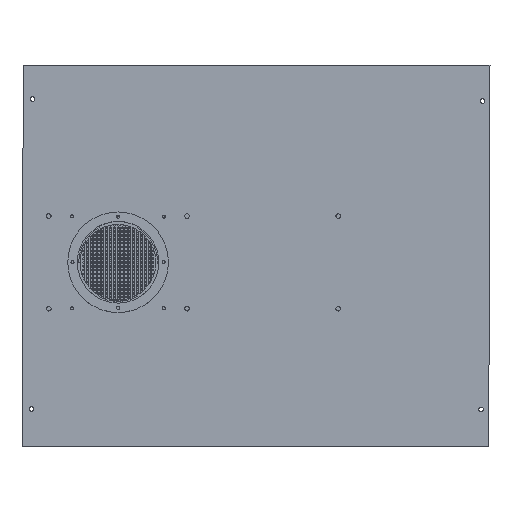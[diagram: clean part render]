
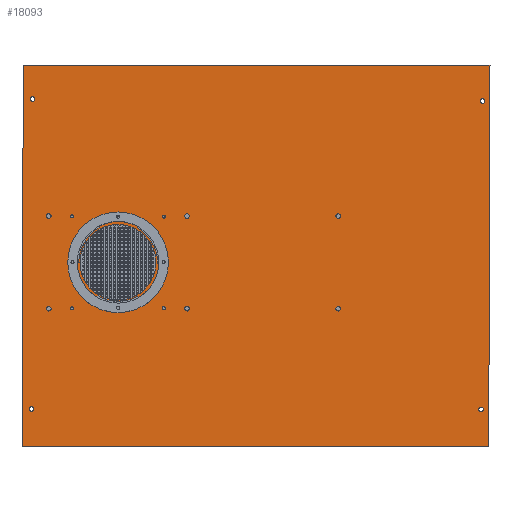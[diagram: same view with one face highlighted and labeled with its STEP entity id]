
A CAD part, top view. The second image highlights one B-rep face of the part: STEP entity #18093.
In plain terms, the highlighted planar face has unit normal (0, 0, 1).
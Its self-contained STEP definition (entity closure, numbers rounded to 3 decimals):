
#492=FACE_BOUND('',#2912,.T.);
#493=FACE_BOUND('',#2913,.T.);
#494=FACE_BOUND('',#2914,.T.);
#495=FACE_BOUND('',#2915,.T.);
#496=FACE_BOUND('',#2916,.T.);
#497=FACE_BOUND('',#2917,.T.);
#498=FACE_BOUND('',#2918,.T.);
#499=FACE_BOUND('',#2919,.T.);
#500=FACE_BOUND('',#2920,.T.);
#501=FACE_BOUND('',#2921,.T.);
#502=FACE_BOUND('',#2922,.T.);
#503=FACE_BOUND('',#2923,.T.);
#504=FACE_BOUND('',#2924,.T.);
#505=FACE_BOUND('',#2925,.T.);
#506=FACE_BOUND('',#2926,.T.);
#507=FACE_BOUND('',#2927,.T.);
#508=FACE_BOUND('',#2928,.T.);
#509=FACE_BOUND('',#2929,.T.);
#510=FACE_BOUND('',#2930,.T.);
#1912=PLANE('',#19236);
#2063=FACE_OUTER_BOUND('',#2911,.T.);
#2911=EDGE_LOOP('',(#12634,#12635,#12636,#12637));
#2912=EDGE_LOOP('',(#12638));
#2913=EDGE_LOOP('',(#12639));
#2914=EDGE_LOOP('',(#12640));
#2915=EDGE_LOOP('',(#12641));
#2916=EDGE_LOOP('',(#12642));
#2917=EDGE_LOOP('',(#12643));
#2918=EDGE_LOOP('',(#12644));
#2919=EDGE_LOOP('',(#12645));
#2920=EDGE_LOOP('',(#12646));
#2921=EDGE_LOOP('',(#12647));
#2922=EDGE_LOOP('',(#12648));
#2923=EDGE_LOOP('',(#12649));
#2924=EDGE_LOOP('',(#12650));
#2925=EDGE_LOOP('',(#12651));
#2926=EDGE_LOOP('',(#12652));
#2927=EDGE_LOOP('',(#12653));
#2928=EDGE_LOOP('',(#12654));
#2929=EDGE_LOOP('',(#12655));
#2930=EDGE_LOOP('',(#12656));
#5173=LINE('',#27431,#6147);
#5176=LINE('',#27437,#6150);
#5179=LINE('',#27443,#6153);
#5182=LINE('',#27447,#6156);
#6147=VECTOR('',#21701,10.);
#6150=VECTOR('',#21706,10.);
#6153=VECTOR('',#21711,10.);
#6156=VECTOR('',#21716,10.);
#7100=CIRCLE('',#19176,1.);
#7102=CIRCLE('',#19179,1.);
#7104=CIRCLE('',#19182,1.);
#7106=CIRCLE('',#19185,1.5);
#7108=CIRCLE('',#19188,1.5);
#7110=CIRCLE('',#19191,1.5);
#7112=CIRCLE('',#19194,1.5);
#7114=CIRCLE('',#19197,1.);
#7116=CIRCLE('',#19200,1.5);
#7118=CIRCLE('',#19203,1.5);
#7120=CIRCLE('',#19206,1.5);
#7122=CIRCLE('',#19209,1.);
#7124=CIRCLE('',#19212,1.5);
#7126=CIRCLE('',#19215,1.);
#7128=CIRCLE('',#19218,1.5);
#7130=CIRCLE('',#19221,1.);
#7132=CIRCLE('',#19224,1.);
#7134=CIRCLE('',#19227,1.5);
#7136=CIRCLE('',#19230,25.);
#8532=VERTEX_POINT('',#27311);
#8534=VERTEX_POINT('',#27317);
#8536=VERTEX_POINT('',#27323);
#8538=VERTEX_POINT('',#27329);
#8540=VERTEX_POINT('',#27335);
#8542=VERTEX_POINT('',#27341);
#8544=VERTEX_POINT('',#27347);
#8546=VERTEX_POINT('',#27353);
#8548=VERTEX_POINT('',#27359);
#8550=VERTEX_POINT('',#27365);
#8552=VERTEX_POINT('',#27371);
#8554=VERTEX_POINT('',#27377);
#8556=VERTEX_POINT('',#27383);
#8558=VERTEX_POINT('',#27389);
#8560=VERTEX_POINT('',#27395);
#8562=VERTEX_POINT('',#27401);
#8564=VERTEX_POINT('',#27407);
#8566=VERTEX_POINT('',#27413);
#8568=VERTEX_POINT('',#27419);
#8572=VERTEX_POINT('',#27428);
#8573=VERTEX_POINT('',#27430);
#8575=VERTEX_POINT('',#27436);
#8577=VERTEX_POINT('',#27442);
#10136=EDGE_CURVE('',#8532,#8532,#7100,.T.);
#10139=EDGE_CURVE('',#8534,#8534,#7102,.T.);
#10142=EDGE_CURVE('',#8536,#8536,#7104,.T.);
#10145=EDGE_CURVE('',#8538,#8538,#7106,.T.);
#10148=EDGE_CURVE('',#8540,#8540,#7108,.T.);
#10151=EDGE_CURVE('',#8542,#8542,#7110,.T.);
#10154=EDGE_CURVE('',#8544,#8544,#7112,.T.);
#10157=EDGE_CURVE('',#8546,#8546,#7114,.T.);
#10160=EDGE_CURVE('',#8548,#8548,#7116,.T.);
#10163=EDGE_CURVE('',#8550,#8550,#7118,.T.);
#10166=EDGE_CURVE('',#8552,#8552,#7120,.T.);
#10169=EDGE_CURVE('',#8554,#8554,#7122,.T.);
#10172=EDGE_CURVE('',#8556,#8556,#7124,.T.);
#10175=EDGE_CURVE('',#8558,#8558,#7126,.T.);
#10178=EDGE_CURVE('',#8560,#8560,#7128,.T.);
#10181=EDGE_CURVE('',#8562,#8562,#7130,.T.);
#10184=EDGE_CURVE('',#8564,#8564,#7132,.T.);
#10187=EDGE_CURVE('',#8566,#8566,#7134,.T.);
#10190=EDGE_CURVE('',#8568,#8568,#7136,.T.);
#10195=EDGE_CURVE('',#8573,#8572,#5173,.T.);
#10198=EDGE_CURVE('',#8575,#8573,#5176,.T.);
#10201=EDGE_CURVE('',#8577,#8575,#5179,.T.);
#10204=EDGE_CURVE('',#8572,#8577,#5182,.T.);
#12634=ORIENTED_EDGE('',*,*,#10204,.T.);
#12635=ORIENTED_EDGE('',*,*,#10201,.T.);
#12636=ORIENTED_EDGE('',*,*,#10198,.T.);
#12637=ORIENTED_EDGE('',*,*,#10195,.T.);
#12638=ORIENTED_EDGE('',*,*,#10190,.T.);
#12639=ORIENTED_EDGE('',*,*,#10187,.T.);
#12640=ORIENTED_EDGE('',*,*,#10184,.T.);
#12641=ORIENTED_EDGE('',*,*,#10181,.T.);
#12642=ORIENTED_EDGE('',*,*,#10178,.T.);
#12643=ORIENTED_EDGE('',*,*,#10175,.T.);
#12644=ORIENTED_EDGE('',*,*,#10172,.T.);
#12645=ORIENTED_EDGE('',*,*,#10169,.T.);
#12646=ORIENTED_EDGE('',*,*,#10166,.T.);
#12647=ORIENTED_EDGE('',*,*,#10163,.T.);
#12648=ORIENTED_EDGE('',*,*,#10160,.T.);
#12649=ORIENTED_EDGE('',*,*,#10157,.T.);
#12650=ORIENTED_EDGE('',*,*,#10154,.T.);
#12651=ORIENTED_EDGE('',*,*,#10151,.T.);
#12652=ORIENTED_EDGE('',*,*,#10148,.T.);
#12653=ORIENTED_EDGE('',*,*,#10145,.T.);
#12654=ORIENTED_EDGE('',*,*,#10142,.T.);
#12655=ORIENTED_EDGE('',*,*,#10139,.T.);
#12656=ORIENTED_EDGE('',*,*,#10136,.T.);
#18093=ADVANCED_FACE('',(#2063,#492,#493,#494,#495,#496,#497,#498,#499,
#500,#501,#502,#503,#504,#505,#506,#507,#508,#509,#510),#1912,.T.);
#19176=AXIS2_PLACEMENT_3D('',#27312,#21566,#21567);
#19179=AXIS2_PLACEMENT_3D('',#27318,#21573,#21574);
#19182=AXIS2_PLACEMENT_3D('',#27324,#21580,#21581);
#19185=AXIS2_PLACEMENT_3D('',#27330,#21587,#21588);
#19188=AXIS2_PLACEMENT_3D('',#27336,#21594,#21595);
#19191=AXIS2_PLACEMENT_3D('',#27342,#21601,#21602);
#19194=AXIS2_PLACEMENT_3D('',#27348,#21608,#21609);
#19197=AXIS2_PLACEMENT_3D('',#27354,#21615,#21616);
#19200=AXIS2_PLACEMENT_3D('',#27360,#21622,#21623);
#19203=AXIS2_PLACEMENT_3D('',#27366,#21629,#21630);
#19206=AXIS2_PLACEMENT_3D('',#27372,#21636,#21637);
#19209=AXIS2_PLACEMENT_3D('',#27378,#21643,#21644);
#19212=AXIS2_PLACEMENT_3D('',#27384,#21650,#21651);
#19215=AXIS2_PLACEMENT_3D('',#27390,#21657,#21658);
#19218=AXIS2_PLACEMENT_3D('',#27396,#21664,#21665);
#19221=AXIS2_PLACEMENT_3D('',#27402,#21671,#21672);
#19224=AXIS2_PLACEMENT_3D('',#27408,#21678,#21679);
#19227=AXIS2_PLACEMENT_3D('',#27414,#21685,#21686);
#19230=AXIS2_PLACEMENT_3D('',#27420,#21692,#21693);
#19236=AXIS2_PLACEMENT_3D('',#27448,#21717,#21718);
#21566=DIRECTION('center_axis',(0.,0.,-1.));
#21567=DIRECTION('ref_axis',(1.,0.,0.));
#21573=DIRECTION('center_axis',(0.,0.,-1.));
#21574=DIRECTION('ref_axis',(1.,0.,0.));
#21580=DIRECTION('center_axis',(0.,0.,-1.));
#21581=DIRECTION('ref_axis',(1.,0.,0.));
#21587=DIRECTION('center_axis',(0.,0.,-1.));
#21588=DIRECTION('ref_axis',(1.,0.,0.));
#21594=DIRECTION('center_axis',(0.,0.,-1.));
#21595=DIRECTION('ref_axis',(1.,0.,0.));
#21601=DIRECTION('center_axis',(0.,0.,-1.));
#21602=DIRECTION('ref_axis',(1.,0.,0.));
#21608=DIRECTION('center_axis',(0.,0.,-1.));
#21609=DIRECTION('ref_axis',(1.,0.,0.));
#21615=DIRECTION('center_axis',(0.,0.,-1.));
#21616=DIRECTION('ref_axis',(1.,0.,0.));
#21622=DIRECTION('center_axis',(0.,0.,-1.));
#21623=DIRECTION('ref_axis',(1.,0.,0.));
#21629=DIRECTION('center_axis',(0.,0.,-1.));
#21630=DIRECTION('ref_axis',(1.,0.,0.));
#21636=DIRECTION('center_axis',(0.,0.,-1.));
#21637=DIRECTION('ref_axis',(1.,0.,0.));
#21643=DIRECTION('center_axis',(0.,0.,-1.));
#21644=DIRECTION('ref_axis',(1.,0.,0.));
#21650=DIRECTION('center_axis',(0.,0.,-1.));
#21651=DIRECTION('ref_axis',(1.,0.,0.));
#21657=DIRECTION('center_axis',(0.,0.,-1.));
#21658=DIRECTION('ref_axis',(1.,0.,0.));
#21664=DIRECTION('center_axis',(0.,0.,-1.));
#21665=DIRECTION('ref_axis',(1.,0.,0.));
#21671=DIRECTION('center_axis',(0.,0.,-1.));
#21672=DIRECTION('ref_axis',(1.,0.,0.));
#21678=DIRECTION('center_axis',(0.,0.,-1.));
#21679=DIRECTION('ref_axis',(1.,0.,0.));
#21685=DIRECTION('center_axis',(0.,0.,-1.));
#21686=DIRECTION('ref_axis',(1.,0.,0.));
#21692=DIRECTION('center_axis',(0.,0.,-1.));
#21693=DIRECTION('ref_axis',(1.,0.,0.));
#21701=DIRECTION('',(0.003,1.,0.));
#21706=DIRECTION('',(1.,0.,0.));
#21711=DIRECTION('',(-0.003,-1.,0.));
#21716=DIRECTION('',(-1.,-0.001,0.));
#21717=DIRECTION('center_axis',(0.,0.,1.));
#21718=DIRECTION('ref_axis',(1.,0.,0.));
#27311=CARTESIAN_POINT('',(58.,30.5,0.75));
#27312=CARTESIAN_POINT('Origin',(59.,30.5,0.75));
#27317=CARTESIAN_POINT('',(88.,60.5,0.75));
#27318=CARTESIAN_POINT('Origin',(89.,60.5,0.75));
#27323=CARTESIAN_POINT('',(28.,60.5,0.75));
#27324=CARTESIAN_POINT('Origin',(29.,60.5,0.75));
#27329=CARTESIAN_POINT('',(297.633,166.704,0.75));
#27330=CARTESIAN_POINT('Origin',(299.133,166.704,0.75));
#27335=CARTESIAN_POINT('',(103.,30.,0.75));
#27336=CARTESIAN_POINT('Origin',(104.5,30.,0.75));
#27341=CARTESIAN_POINT('',(1.4,168.,0.75));
#27342=CARTESIAN_POINT('Origin',(2.9,168.,0.75));
#27347=CARTESIAN_POINT('',(12.,30.,0.75));
#27348=CARTESIAN_POINT('Origin',(13.5,30.,0.75));
#27353=CARTESIAN_POINT('',(58.,90.5,0.75));
#27354=CARTESIAN_POINT('Origin',(59.,90.5,0.75));
#27359=CARTESIAN_POINT('',(296.633,-36.296,0.75));
#27360=CARTESIAN_POINT('Origin',(298.133,-36.296,0.75));
#27365=CARTESIAN_POINT('',(202.5,91.,0.75));
#27366=CARTESIAN_POINT('Origin',(204.,91.,0.75));
#27371=CARTESIAN_POINT('',(202.5,30.,0.75));
#27372=CARTESIAN_POINT('Origin',(204.,30.,0.75));
#27377=CARTESIAN_POINT('',(27.871,90.745,0.75));
#27378=CARTESIAN_POINT('Origin',(28.871,90.745,0.75));
#27383=CARTESIAN_POINT('',(0.5,-36.,0.75));
#27384=CARTESIAN_POINT('Origin',(2.,-36.,0.75));
#27389=CARTESIAN_POINT('',(88.149,30.322,0.75));
#27390=CARTESIAN_POINT('Origin',(89.149,30.322,0.75));
#27395=CARTESIAN_POINT('',(12.,91.,0.75));
#27396=CARTESIAN_POINT('Origin',(13.5,91.,0.75));
#27401=CARTESIAN_POINT('',(88.2,90.7,0.75));
#27402=CARTESIAN_POINT('Origin',(89.2,90.7,0.75));
#27407=CARTESIAN_POINT('',(27.8,30.3,0.75));
#27408=CARTESIAN_POINT('Origin',(28.8,30.3,0.75));
#27413=CARTESIAN_POINT('',(103.,91.,0.75));
#27414=CARTESIAN_POINT('Origin',(104.5,91.,0.75));
#27419=CARTESIAN_POINT('',(34.,60.5,0.75));
#27420=CARTESIAN_POINT('Origin',(59.,60.5,0.75));
#27428=CARTESIAN_POINT('',(303.972,190.384,0.75));
#27430=CARTESIAN_POINT('',(303.134,-60.928,0.75));
#27431=CARTESIAN_POINT('',(303.972,190.384,0.75));
#27436=CARTESIAN_POINT('',(-4.127,-60.86,0.75));
#27437=CARTESIAN_POINT('',(-4.127,-60.86,0.75));
#27442=CARTESIAN_POINT('',(-3.288,190.,0.75));
#27443=CARTESIAN_POINT('',(-3.288,190.,0.75));
#27447=CARTESIAN_POINT('',(303.972,190.384,0.75));
#27448=CARTESIAN_POINT('Origin',(149.922,64.728,0.75));
